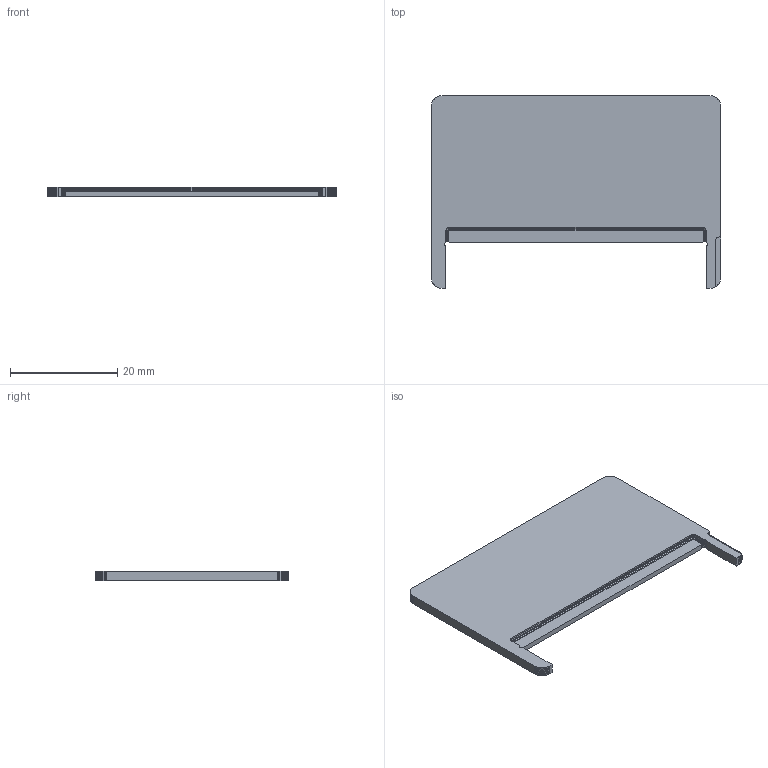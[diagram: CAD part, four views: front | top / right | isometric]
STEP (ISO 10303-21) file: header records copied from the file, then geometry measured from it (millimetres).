
FILE_DESCRIPTION(('FreeCAD Model'),'2;1');
FILE_NAME('Open CASCADE Shape Model','2023-02-02T01:51:57',(''),(''), 'Open CASCADE STEP processor 7.5','FreeCAD','Unknown');
FILE_SCHEMA(('AUTOMOTIVE_DESIGN { 1 0 10303 214 1 1 1 1 }'));
Length unit declared in the file: millimetre
Products named in the file (1): WP_2_IC_Card_Cover_Breakout001001
Bounding box: 54 x 36 x 1.8 mm (x, y, z)
Surface area: 3393.9 mm2 (no closed solid volume)
Topology: 0 solids, 1 shells, 217 faces, 481 edges, 266 vertices
Faces by surface type: plane 217
Entity records: 5665 total; most frequent: CARTESIAN_POINT 965, ORIENTED_EDGE 962, DIRECTION 917, EDGE_CURVE 481, LINE 481, VECTOR 481, VERTEX_POINT 266, AXIS2_PLACEMENT_3D 218
